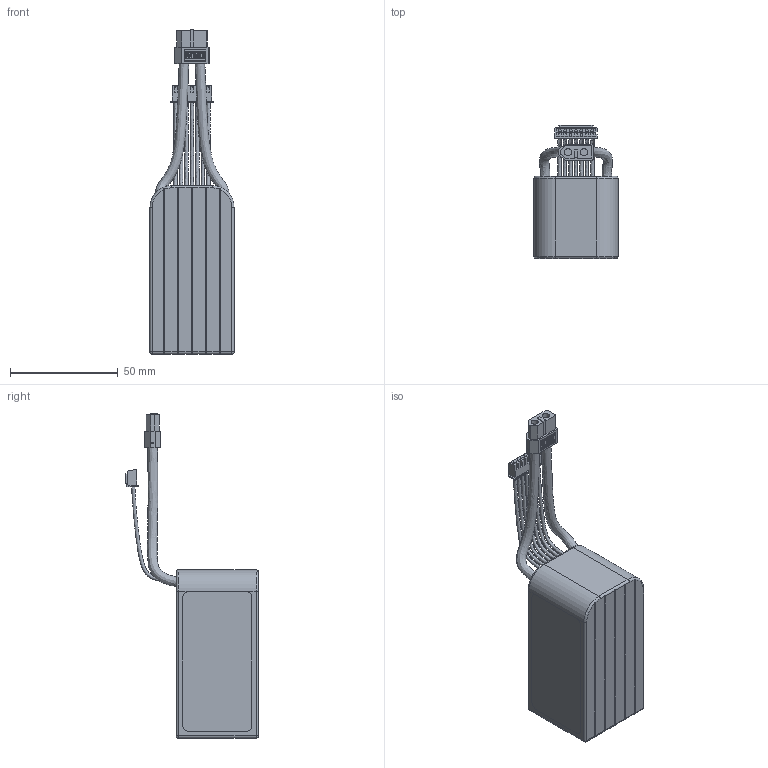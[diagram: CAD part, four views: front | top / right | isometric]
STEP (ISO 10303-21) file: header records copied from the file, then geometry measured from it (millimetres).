
FILE_DESCRIPTION(/* description */ (''),/* implementation_level */ '2;1');
FILE_NAME(/* name */ 'Tattu R-Line V4.0 1300mAh 130C 6S.step',/* time_stamp */ '2023-04-18T13:34:37+02:00',/* author */ (''),/* organization */ (''),/* preprocessor_version */ 'ST-DEVELOPER v19.2',/* originating_system */ 'Autodesk Translation Framework v12.4.0.73',/* authorisation */ '');
FILE_SCHEMA (('AUTOMOTIVE_DESIGN { 1 0 10303 214 3 1 1 }'));
Length unit declared in the file: millimetre
Products named in the file (1): Tattu R-Line V4.0 1300mAh 130C 6S
Bounding box: 39.02 x 61.47 x 150.2 mm (x, y, z)
Volume: 118598.5 mm3; surface area: 20012 mm2
Topology: 1 solids, 2 shells, 601 faces, 1611 edges, 1038 vertices
Faces by surface type: plane 481, cylinder 57, bspline 45, torus 14, sphere 4
Full cylindrical faces by diameter (mm): 3.3 x2, 5.7 x2
Entity records: 24754 total; most frequent: CARTESIAN_POINT 9498, ORIENTED_EDGE 3222, DIRECTION 2670, EDGE_CURVE 1611, LINE 1326, VECTOR 1326, VERTEX_POINT 1038, AXIS2_PLACEMENT_3D 672
